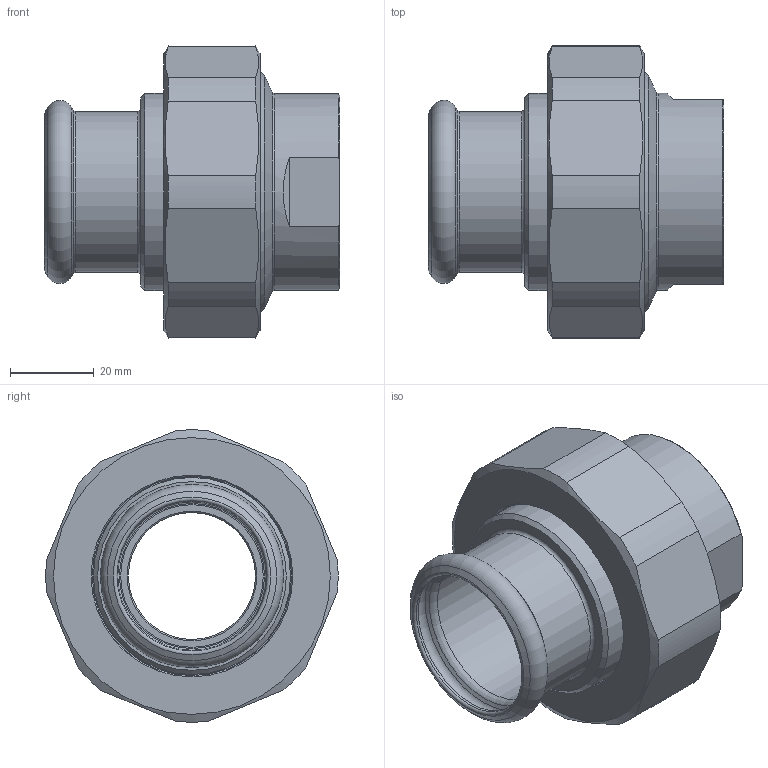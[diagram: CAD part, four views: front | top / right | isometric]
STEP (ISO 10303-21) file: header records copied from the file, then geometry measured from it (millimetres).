
FILE_DESCRIPTION(/* description */ (''),/* implementation_level */ '2;1');
FILE_NAME(/* name */ '3D_R666-PME-G-35-DN50-DN25_1711304946.stp',/* time_stamp */ '2021-07-19T12:22:40+02:00',/* author */ ('cad'),/* organization */ (''),/* preprocessor_version */ 'ST-DEVELOPER v18.1',/* originating_system */ 'Autodesk Inventor 2022',/* authorisation */ '');
FILE_SCHEMA (('AUTOMOTIVE_DESIGN { 1 0 10303 214 3 1 1 }'));
Length unit declared in the file: millimetre
Products named in the file (4): 3D_R666-PME-G-35-DN50-DN25_1711304946; 3D_R666-M-DN50_17113960; 3D_R666-G-DN25-DN50_17113555; 3D_R666-PME-35-DN50_171134950
Assembly tree (3 placements, depth 2):
  3D_R666-PME-G-35-DN50-DN25_1711304946
    3D_R666-M-DN50_17113960
    3D_R666-G-DN25-DN50_17113555
    3D_R666-PME-35-DN50_171134950
Bounding box: 70.5 x 69.68 x 69.65 mm (x, y, z)
Volume: 91887.5 mm3; surface area: 36215.2 mm2
Topology: 3 solids, 3 shells, 72 faces, 174 edges, 111 vertices
Faces by surface type: cone 21, plane 21, cylinder 20, torus 10
Full cylindrical faces by diameter (mm): 30.291 x1, 34 x1, 35.4 x1, 35.8 x1, 38.4 x1, 47 x2, 47.5 x1, 54.5 x1, 56.656 x1, 59.5 x1, 60 x1
Entity records: 2281 total; most frequent: DIRECTION 411, CARTESIAN_POINT 404, ORIENTED_EDGE 348, AXIS2_PLACEMENT_3D 178, EDGE_CURVE 174, VERTEX_POINT 111, CIRCLE 97, EDGE_LOOP 81
